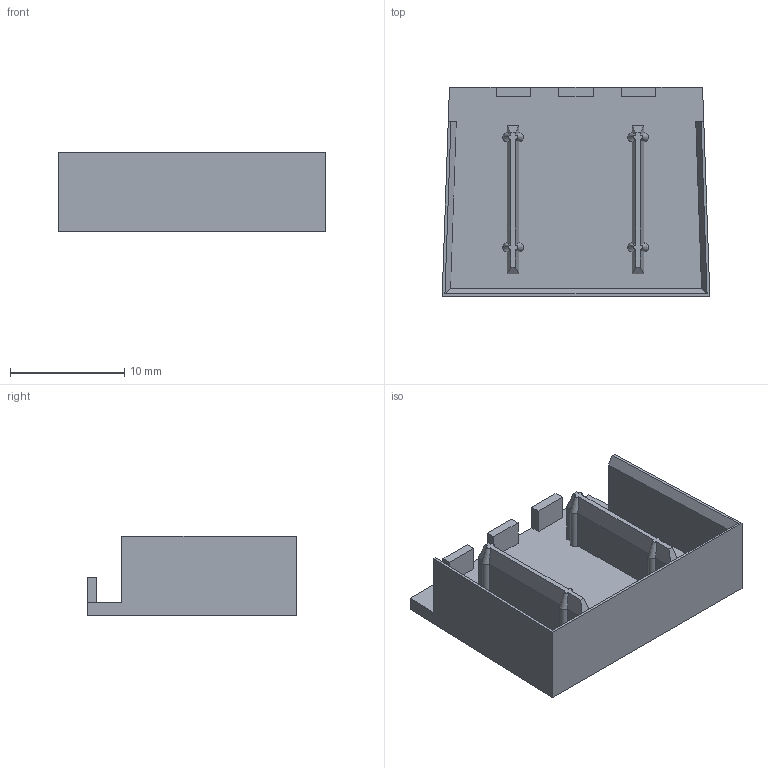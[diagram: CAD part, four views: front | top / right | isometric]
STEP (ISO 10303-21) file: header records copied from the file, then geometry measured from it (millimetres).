
FILE_DESCRIPTION((''),'2;1');
FILE_NAME('WOL-BASE_ASM','2021-05-07T',('marketing.praksa'),('Audax d.o.o.'),'CREO PARAMETRIC BY PTC INC, 2017480','CREO PARAMETRIC BY PTC INC, 2017480','');
FILE_SCHEMA(('AUTOMOTIVE_DESIGN { 1 0 10303 214 1 1 1 1 }'));
Products named in the file (3): PRT0153; PRT9500; WOL-BASE_ASM
Assembly tree (2 placements, depth 2):
  WOL-BASE_ASM
    PRT0153
    PRT9500
Bounding box: 23.45 x 18.31 x 7 mm (x, y, z)
Volume: 843.2 mm3; surface area: 1961.2 mm2
Topology: 4 solids, 4 shells, 182 faces, 481 edges, 312 vertices
Faces by surface type: plane 118, cylinder 56, bspline 8
Entity records: 9431 total; most frequent: CARTESIAN_POINT 1809, ORIENTED_EDGE 962, DIRECTION 931, PRESENTATION_STYLE_ASSIGNMENT 667, STYLED_ITEM 667, CURVE_STYLE 481, EDGE_CURVE 481, VECTOR 361
